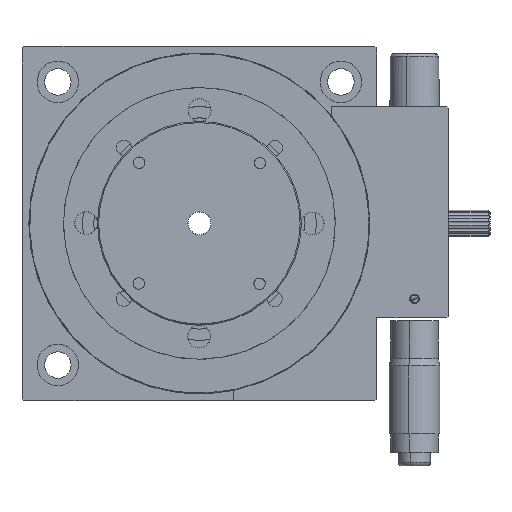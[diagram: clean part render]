
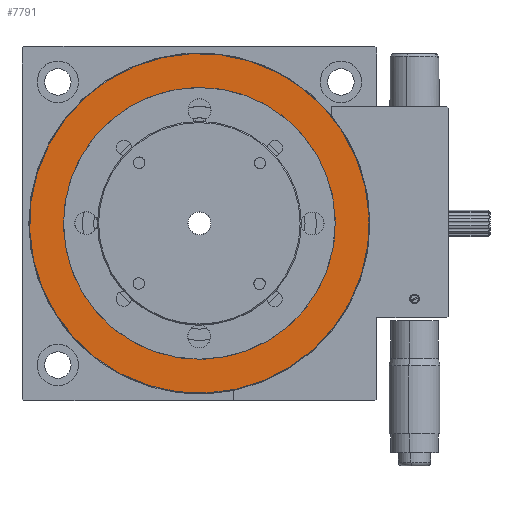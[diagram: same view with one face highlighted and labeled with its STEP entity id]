
A CAD part, top view. The second image highlights one B-rep face of the part: STEP entity #7791.
In plain terms, the highlighted planar face has unit normal (0, 0, 1).
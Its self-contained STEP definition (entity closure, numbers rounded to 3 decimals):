
#149 = EDGE_LOOP ( 'NONE', ( #6562, #6780 ) ) ;
#225 = EDGE_LOOP ( 'NONE', ( #6318, #6540 ) ) ;
#1415 = CARTESIAN_POINT ( 'NONE',  ( -7.093, -8.024, 14. ) ) ;
#1416 = DIRECTION ( 'NONE',  ( 0., 0., -1. ) ) ;
#1417 = DIRECTION ( 'NONE',  ( 0.924, 0.383, 0. ) ) ;
#1949 = CARTESIAN_POINT ( 'NONE',  ( -7.093, -8.024, 14. ) ) ;
#1950 = DIRECTION ( 'NONE',  ( 0., 0., -1. ) ) ;
#1951 = DIRECTION ( 'NONE',  ( 0.924, 0.383, 0. ) ) ;
#2066 = CARTESIAN_POINT ( 'NONE',  ( -7.093, -8.024, 14. ) ) ;
#2067 = DIRECTION ( 'NONE',  ( 0., 0., -1. ) ) ;
#2068 = DIRECTION ( 'NONE',  ( 0.924, 0.383, 0. ) ) ;
#2488 = CIRCLE ( 'NONE', #12837, 45. ) ;
#2527 = CIRCLE ( 'NONE', #12882, 36. ) ;
#2679 = CIRCLE ( 'NONE', #13593, 36. ) ;
#2688 = CIRCLE ( 'NONE', #12716, 45. ) ;
#3718 = CARTESIAN_POINT ( 'NONE',  ( -40.347, -21.814, 14. ) ) ;
#3758 = CARTESIAN_POINT ( 'NONE',  ( 34.475, 9.213, 14. ) ) ;
#4130 = PLANE ( 'NONE',  #9572 ) ;
#4131 = CARTESIAN_POINT ( 'NONE',  ( -7.093, -8.024, 14. ) ) ;
#4132 = DIRECTION ( 'NONE',  ( 0., 0., -1. ) ) ;
#4133 = DIRECTION ( 'NONE',  ( 0.924, 0.383, 0. ) ) ;
#6152 = VERTEX_POINT ( 'NONE', #11434 ) ;
#6318 = ORIENTED_EDGE ( 'NONE', *, *, #10456, .T. ) ;
#6326 = VERTEX_POINT ( 'NONE', #11367 ) ;
#6540 = ORIENTED_EDGE ( 'NONE', *, *, #10671, .T. ) ;
#6562 = ORIENTED_EDGE ( 'NONE', *, *, #10533, .F. ) ;
#6580 = VERTEX_POINT ( 'NONE', #3758 ) ;
#6780 = ORIENTED_EDGE ( 'NONE', *, *, #10517, .F. ) ;
#6817 = VERTEX_POINT ( 'NONE', #3718 ) ;
#7791 = ADVANCED_FACE ( 'NONE', ( #9387, #9401 ), #4130, .F. ) ;
#9387 = FACE_OUTER_BOUND ( 'NONE', #149, .T. ) ;
#9401 = FACE_BOUND ( 'NONE', #225, .T. ) ;
#9572 = AXIS2_PLACEMENT_3D ( 'NONE', #4131, #4132, #4133 ) ;
#10225 = CARTESIAN_POINT ( 'NONE',  ( -7.093, -8.024, 14. ) ) ;
#10229 = DIRECTION ( 'NONE',  ( 0., 0., -1. ) ) ;
#10230 = DIRECTION ( 'NONE',  ( 0.924, 0.383, 0. ) ) ;
#10456 = EDGE_CURVE ( 'NONE', #6817, #6152, #2527, .T. ) ;
#10517 = EDGE_CURVE ( 'NONE', #6580, #6326, #2488, .T. ) ;
#10533 = EDGE_CURVE ( 'NONE', #6326, #6580, #2688, .T. ) ;
#10671 = EDGE_CURVE ( 'NONE', #6152, #6817, #2679, .T. ) ;
#11367 = CARTESIAN_POINT ( 'NONE',  ( -48.661, -25.261, 14. ) ) ;
#11434 = CARTESIAN_POINT ( 'NONE',  ( 26.161, 5.766, 14. ) ) ;
#12716 = AXIS2_PLACEMENT_3D ( 'NONE', #2066, #2067, #2068 ) ;
#12837 = AXIS2_PLACEMENT_3D ( 'NONE', #1949, #1950, #1951 ) ;
#12882 = AXIS2_PLACEMENT_3D ( 'NONE', #1415, #1416, #1417 ) ;
#13593 = AXIS2_PLACEMENT_3D ( 'NONE', #10225, #10229, #10230 ) ;
